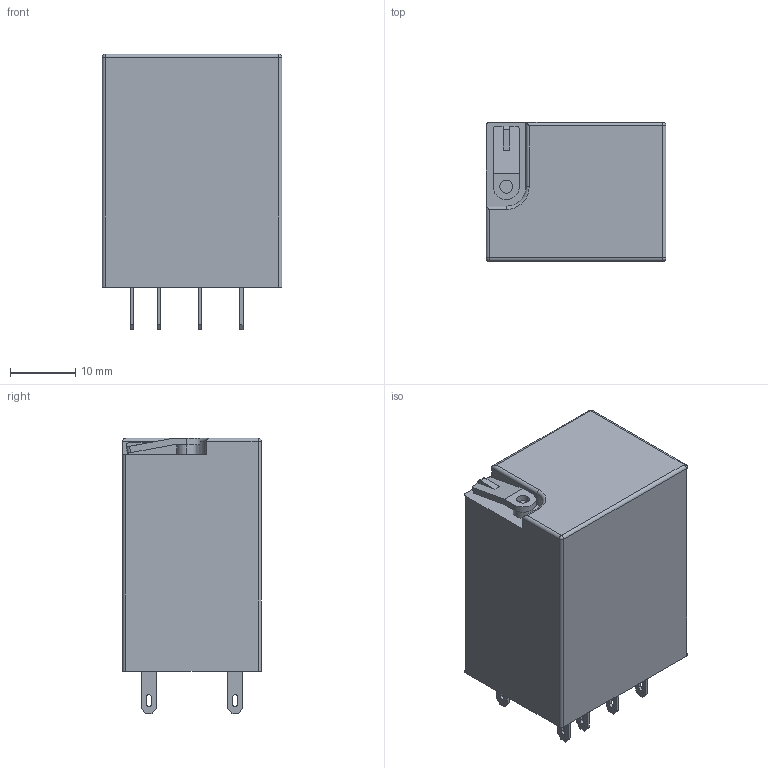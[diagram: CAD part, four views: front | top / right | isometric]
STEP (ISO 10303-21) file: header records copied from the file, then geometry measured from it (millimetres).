
FILE_DESCRIPTION (( 'STEP AP214' ), '1' );
FILE_NAME ('R2...WT.STEP', '2011-05-23T10:04:44', ( '' ), ( '' ), 'SwSTEP 2.0', 'SolidWorks 2005278', '' );
FILE_SCHEMA (( 'AUTOMOTIVE_DESIGN' ));
Length unit declared in the file: millimetre
Products named in the file (1): R2...WT
Bounding box: 27.5 x 21.2 x 42.1 mm (x, y, z)
Volume: 20653.3 mm3; surface area: 4969.8 mm2
Topology: 1 solids, 1 shells, 139 faces, 368 edges, 239 vertices
Faces by surface type: plane 92, cylinder 43, sphere 3, torus 1
Entity records: 5006 total; most frequent: CARTESIAN_POINT 750, ORIENTED_EDGE 730, DIRECTION 726, EDGE_CURVE 365, VECTOR 280, LINE 280, VERTEX_POINT 239, AXIS2_PLACEMENT_3D 223
